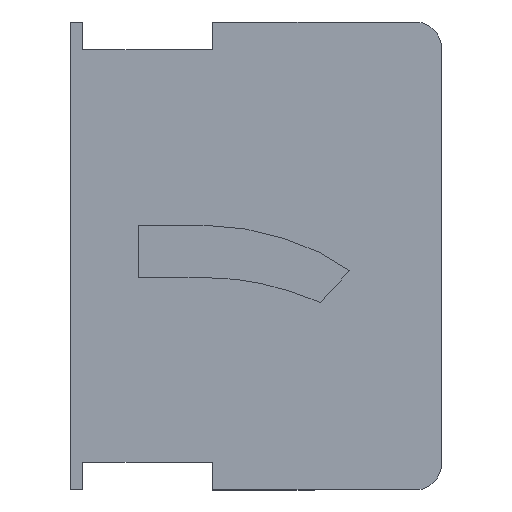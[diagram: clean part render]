
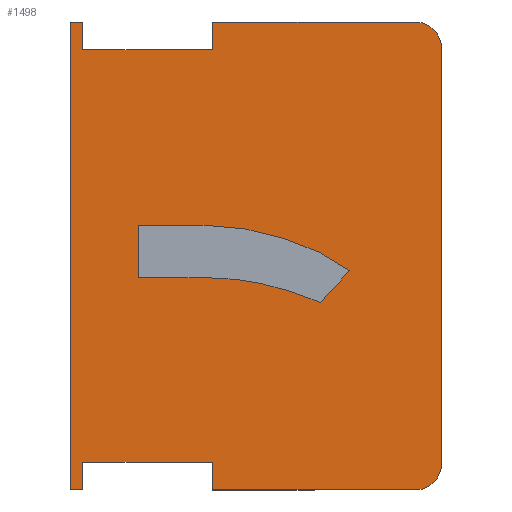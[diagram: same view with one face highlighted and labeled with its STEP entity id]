
A CAD part, top view. The second image highlights one B-rep face of the part: STEP entity #1498.
In plain terms, the highlighted planar face has unit normal (0, 0, 1).
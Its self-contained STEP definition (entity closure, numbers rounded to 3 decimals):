
#13=FACE_BOUND('',#188,.T.);
#18=CIRCLE('',#1582,3.);
#19=CIRCLE('',#1585,3.);
#110=FACE_OUTER_BOUND('',#187,.T.);
#187=EDGE_LOOP('',(#1333,#1334,#1335,#1336,#1337,#1338,#1339,#1340,#1341,
#1342,#1343,#1344,#1345,#1346));
#188=EDGE_LOOP('',(#1347,#1348,#1349,#1350,#1351,#1352,#1353,#1354));
#201=B_SPLINE_CURVE_WITH_KNOTS('',3,(#2412,#2413,#2414,#2415,#2416),
 .UNSPECIFIED.,.F.,.F.,(4,1,4),(0.,0.236,0.46),
 .UNSPECIFIED.);
#202=B_SPLINE_CURVE_WITH_KNOTS('',3,(#2439,#2440,#2441,#2442,#2443),
 .UNSPECIFIED.,.F.,.F.,(4,1,4),(0.,0.22,0.454),
 .UNSPECIFIED.);
#203=B_SPLINE_CURVE_WITH_KNOTS('',3,(#2478,#2479,#2480,#2481,#2482),
 .UNSPECIFIED.,.F.,.F.,(4,1,4),(0.,0.144,0.287),
 .UNSPECIFIED.);
#204=B_SPLINE_CURVE_WITH_KNOTS('',3,(#2505,#2506,#2507,#2508,#2509),
 .UNSPECIFIED.,.F.,.F.,(4,1,4),(0.,0.202,0.367),
 .UNSPECIFIED.);
#360=LINE('',#2447,#550);
#362=LINE('',#2451,#552);
#364=LINE('',#2455,#554);
#368=LINE('',#2512,#558);
#370=LINE('',#2517,#560);
#372=LINE('',#2521,#562);
#374=LINE('',#2525,#564);
#376=LINE('',#2529,#566);
#378=LINE('',#2533,#568);
#380=LINE('',#2537,#570);
#382=LINE('',#2541,#572);
#384=LINE('',#2545,#574);
#386=LINE('',#2549,#576);
#388=LINE('',#2553,#578);
#391=LINE('',#2561,#581);
#394=LINE('',#2568,#584);
#550=VECTOR('',#1851,10.);
#552=VECTOR('',#1855,10.);
#554=VECTOR('',#1859,10.);
#558=VECTOR('',#1865,10.);
#560=VECTOR('',#1869,10.);
#562=VECTOR('',#1873,10.);
#564=VECTOR('',#1877,10.);
#566=VECTOR('',#1881,10.);
#568=VECTOR('',#1885,10.);
#570=VECTOR('',#1889,10.);
#572=VECTOR('',#1893,10.);
#574=VECTOR('',#1897,10.);
#576=VECTOR('',#1901,10.);
#578=VECTOR('',#1905,10.);
#581=VECTOR('',#1914,10.);
#584=VECTOR('',#1923,10.);
#703=VERTEX_POINT('',#2409);
#704=VERTEX_POINT('',#2411);
#705=VERTEX_POINT('',#2438);
#706=VERTEX_POINT('',#2446);
#707=VERTEX_POINT('',#2450);
#708=VERTEX_POINT('',#2454);
#709=VERTEX_POINT('',#2477);
#710=VERTEX_POINT('',#2504);
#711=VERTEX_POINT('',#2514);
#712=VERTEX_POINT('',#2516);
#713=VERTEX_POINT('',#2520);
#714=VERTEX_POINT('',#2524);
#715=VERTEX_POINT('',#2528);
#716=VERTEX_POINT('',#2532);
#717=VERTEX_POINT('',#2536);
#718=VERTEX_POINT('',#2540);
#719=VERTEX_POINT('',#2544);
#720=VERTEX_POINT('',#2548);
#721=VERTEX_POINT('',#2552);
#722=VERTEX_POINT('',#2556);
#723=VERTEX_POINT('',#2560);
#724=VERTEX_POINT('',#2564);
#892=EDGE_CURVE('',#704,#703,#201,.T.);
#894=EDGE_CURVE('',#705,#704,#202,.T.);
#896=EDGE_CURVE('',#706,#705,#360,.T.);
#898=EDGE_CURVE('',#707,#706,#362,.T.);
#900=EDGE_CURVE('',#708,#707,#364,.T.);
#902=EDGE_CURVE('',#709,#708,#203,.T.);
#904=EDGE_CURVE('',#710,#709,#204,.T.);
#906=EDGE_CURVE('',#703,#710,#368,.T.);
#908=EDGE_CURVE('',#712,#711,#370,.T.);
#910=EDGE_CURVE('',#713,#712,#372,.T.);
#912=EDGE_CURVE('',#714,#713,#374,.T.);
#914=EDGE_CURVE('',#715,#714,#376,.T.);
#916=EDGE_CURVE('',#716,#715,#378,.T.);
#918=EDGE_CURVE('',#717,#716,#380,.T.);
#920=EDGE_CURVE('',#718,#717,#382,.T.);
#922=EDGE_CURVE('',#719,#718,#384,.T.);
#924=EDGE_CURVE('',#720,#719,#386,.T.);
#926=EDGE_CURVE('',#721,#720,#388,.T.);
#928=EDGE_CURVE('',#722,#721,#18,.T.);
#930=EDGE_CURVE('',#723,#722,#391,.T.);
#932=EDGE_CURVE('',#724,#723,#19,.T.);
#934=EDGE_CURVE('',#711,#724,#394,.T.);
#1333=ORIENTED_EDGE('',*,*,#934,.T.);
#1334=ORIENTED_EDGE('',*,*,#932,.T.);
#1335=ORIENTED_EDGE('',*,*,#930,.T.);
#1336=ORIENTED_EDGE('',*,*,#928,.T.);
#1337=ORIENTED_EDGE('',*,*,#926,.T.);
#1338=ORIENTED_EDGE('',*,*,#924,.T.);
#1339=ORIENTED_EDGE('',*,*,#922,.T.);
#1340=ORIENTED_EDGE('',*,*,#920,.T.);
#1341=ORIENTED_EDGE('',*,*,#918,.T.);
#1342=ORIENTED_EDGE('',*,*,#916,.T.);
#1343=ORIENTED_EDGE('',*,*,#914,.T.);
#1344=ORIENTED_EDGE('',*,*,#912,.T.);
#1345=ORIENTED_EDGE('',*,*,#910,.T.);
#1346=ORIENTED_EDGE('',*,*,#908,.T.);
#1347=ORIENTED_EDGE('',*,*,#906,.T.);
#1348=ORIENTED_EDGE('',*,*,#904,.T.);
#1349=ORIENTED_EDGE('',*,*,#902,.T.);
#1350=ORIENTED_EDGE('',*,*,#900,.T.);
#1351=ORIENTED_EDGE('',*,*,#898,.T.);
#1352=ORIENTED_EDGE('',*,*,#896,.T.);
#1353=ORIENTED_EDGE('',*,*,#894,.T.);
#1354=ORIENTED_EDGE('',*,*,#892,.T.);
#1421=PLANE('',#1587);
#1498=ADVANCED_FACE('',(#110,#13),#1421,.T.);
#1582=AXIS2_PLACEMENT_3D('',#2557,#1909,#1910);
#1585=AXIS2_PLACEMENT_3D('',#2565,#1918,#1919);
#1587=AXIS2_PLACEMENT_3D('',#2569,#1924,#1925);
#1851=DIRECTION('',(1.,-0.004,0.));
#1855=DIRECTION('',(0.,1.,0.));
#1859=DIRECTION('',(-1.,0.,0.));
#1865=DIRECTION('',(-0.68,-0.734,0.));
#1869=DIRECTION('',(0.,-1.,0.));
#1873=DIRECTION('',(1.,0.,0.));
#1877=DIRECTION('',(0.,1.,0.));
#1881=DIRECTION('',(1.,0.,0.));
#1885=DIRECTION('',(0.,-1.,0.));
#1889=DIRECTION('',(-1.,0.,0.));
#1893=DIRECTION('',(0.,1.,0.));
#1897=DIRECTION('',(-1.,0.,0.));
#1901=DIRECTION('',(0.,-1.,0.));
#1905=DIRECTION('',(-1.,0.,0.));
#1909=DIRECTION('center_axis',(0.,0.,1.));
#1910=DIRECTION('ref_axis',(1.,0.,0.));
#1914=DIRECTION('',(0.,1.,0.));
#1918=DIRECTION('center_axis',(0.,0.,1.));
#1919=DIRECTION('ref_axis',(0.,-1.,0.));
#1923=DIRECTION('',(1.,0.,0.));
#1924=DIRECTION('center_axis',(0.,0.,1.));
#1925=DIRECTION('ref_axis',(1.,0.,0.));
#2409=CARTESIAN_POINT('',(76.989,25.286,0.6));
#2411=CARTESIAN_POINT('',(69.374,29.041,0.6));
#2412=CARTESIAN_POINT('Ctrl Pts',(69.374,29.041,0.6));
#2413=CARTESIAN_POINT('Ctrl Pts',(70.835,28.533,0.6));
#2414=CARTESIAN_POINT('Ctrl Pts',(73.686,27.542,0.6));
#2415=CARTESIAN_POINT('Ctrl Pts',(75.907,26.026,0.6));
#2416=CARTESIAN_POINT('Ctrl Pts',(76.989,25.286,0.6));
#2438=CARTESIAN_POINT('',(60.201,30.543,0.6));
#2439=CARTESIAN_POINT('Ctrl Pts',(60.201,30.543,0.6));
#2440=CARTESIAN_POINT('Ctrl Pts',(61.75,30.467,0.6));
#2441=CARTESIAN_POINT('Ctrl Pts',(64.942,30.31,0.6));
#2442=CARTESIAN_POINT('Ctrl Pts',(67.868,29.472,0.6));
#2443=CARTESIAN_POINT('Ctrl Pts',(69.374,29.041,0.6));
#2446=CARTESIAN_POINT('',(52.628,30.571,0.6));
#2447=CARTESIAN_POINT('',(63.207,30.532,0.6));
#2450=CARTESIAN_POINT('',(52.628,24.48,0.6));
#2451=CARTESIAN_POINT('',(52.628,28.786,0.6));
#2454=CARTESIAN_POINT('',(60.806,24.48,0.6));
#2455=CARTESIAN_POINT('',(59.414,24.48,0.6));
#2477=CARTESIAN_POINT('',(66.734,23.84,0.6));
#2478=CARTESIAN_POINT('Ctrl Pts',(66.734,23.84,0.6));
#2479=CARTESIAN_POINT('Ctrl Pts',(65.763,24.019,0.6));
#2480=CARTESIAN_POINT('Ctrl Pts',(63.825,24.378,0.6));
#2481=CARTESIAN_POINT('Ctrl Pts',(61.811,24.446,0.6));
#2482=CARTESIAN_POINT('Ctrl Pts',(60.806,24.48,0.6));
#2504=CARTESIAN_POINT('',(73.614,21.642,0.6));
#2505=CARTESIAN_POINT('Ctrl Pts',(73.614,21.642,0.6));
#2506=CARTESIAN_POINT('Ctrl Pts',(72.407,22.124,0.6));
#2507=CARTESIAN_POINT('Ctrl Pts',(70.22,22.996,0.6));
#2508=CARTESIAN_POINT('Ctrl Pts',(67.813,23.579,0.6));
#2509=CARTESIAN_POINT('Ctrl Pts',(66.734,23.84,0.6));
#2512=CARTESIAN_POINT('',(73.238,21.236,0.6));
#2514=CARTESIAN_POINT('',(61.2,0.,0.6));
#2516=CARTESIAN_POINT('',(61.2,3.2,0.6));
#2517=CARTESIAN_POINT('',(61.2,0.,0.6));
#2520=CARTESIAN_POINT('',(46.2,3.2,0.6));
#2521=CARTESIAN_POINT('',(61.2,3.2,0.6));
#2524=CARTESIAN_POINT('',(46.2,0.,0.6));
#2525=CARTESIAN_POINT('',(46.2,3.2,0.6));
#2528=CARTESIAN_POINT('',(44.8,0.,0.6));
#2529=CARTESIAN_POINT('',(5.,0.,0.6));
#2532=CARTESIAN_POINT('',(44.8,54.,0.6));
#2533=CARTESIAN_POINT('',(44.8,54.,0.6));
#2536=CARTESIAN_POINT('',(46.2,54.,0.6));
#2537=CARTESIAN_POINT('',(84.6,54.,0.6));
#2540=CARTESIAN_POINT('',(46.2,50.8,0.6));
#2541=CARTESIAN_POINT('',(46.2,50.8,0.6));
#2544=CARTESIAN_POINT('',(61.2,50.8,0.6));
#2545=CARTESIAN_POINT('',(61.2,50.8,0.6));
#2548=CARTESIAN_POINT('',(61.2,54.,0.6));
#2549=CARTESIAN_POINT('',(61.2,54.,0.6));
#2552=CARTESIAN_POINT('',(84.6,54.,0.6));
#2553=CARTESIAN_POINT('',(84.6,54.,0.6));
#2556=CARTESIAN_POINT('',(87.6,51.,0.6));
#2557=CARTESIAN_POINT('Origin',(84.6,51.,0.6));
#2560=CARTESIAN_POINT('',(87.6,3.,0.6));
#2561=CARTESIAN_POINT('',(87.6,3.,0.6));
#2564=CARTESIAN_POINT('',(84.6,0.,0.6));
#2565=CARTESIAN_POINT('Origin',(84.6,3.,0.6));
#2568=CARTESIAN_POINT('',(5.,0.,0.6));
#2569=CARTESIAN_POINT('Origin',(66.2,27.,0.6));
